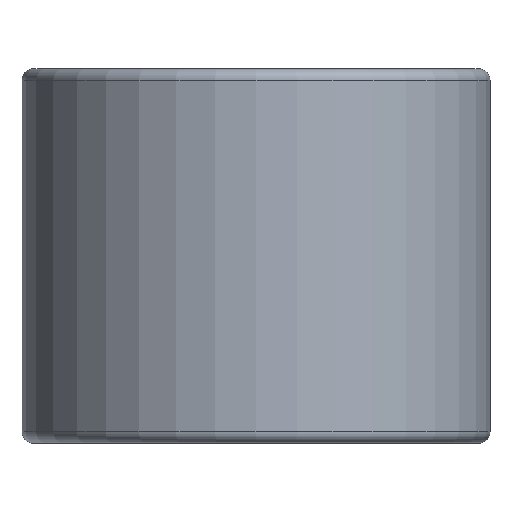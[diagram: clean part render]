
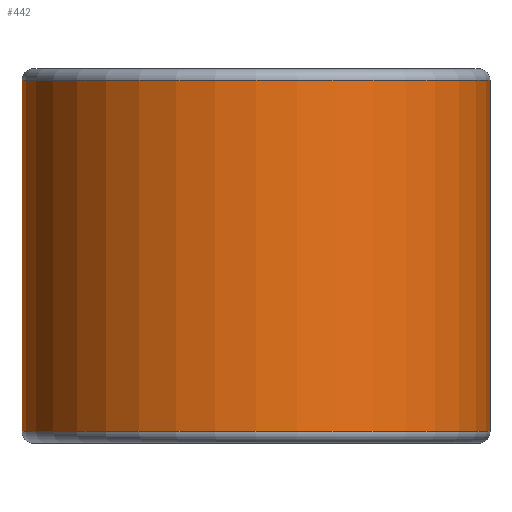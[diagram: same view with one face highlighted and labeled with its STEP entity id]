
A CAD part, front view. The second image highlights one B-rep face of the part: STEP entity #442.
In plain terms, the highlighted cylindrical face has radius 31.75 mm (diameter 63.5 mm), a full revolution.
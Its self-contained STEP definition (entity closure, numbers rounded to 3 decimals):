
#33=CYLINDRICAL_SURFACE('',#493,31.75);
#60=FACE_OUTER_BOUND('',#88,.T.);
#88=EDGE_LOOP('',(#384,#385,#386,#387));
#110=CIRCLE('',#492,31.75);
#111=CIRCLE('',#494,31.75);
#162=LINE('',#6272,#174);
#174=VECTOR('',#580,31.75);
#211=VERTEX_POINT('',#6267);
#212=VERTEX_POINT('',#6271);
#270=EDGE_CURVE('',#211,#211,#110,.T.);
#271=EDGE_CURVE('',#211,#212,#162,.T.);
#272=EDGE_CURVE('',#212,#212,#111,.T.);
#384=ORIENTED_EDGE('',*,*,#270,.F.);
#385=ORIENTED_EDGE('',*,*,#271,.T.);
#386=ORIENTED_EDGE('',*,*,#272,.F.);
#387=ORIENTED_EDGE('',*,*,#271,.F.);
#442=ADVANCED_FACE('',(#60),#33,.T.);
#492=AXIS2_PLACEMENT_3D('',#6269,#576,#577);
#493=AXIS2_PLACEMENT_3D('',#6270,#578,#579);
#494=AXIS2_PLACEMENT_3D('',#6273,#581,#582);
#576=DIRECTION('center_axis',(0.,0.,1.));
#577=DIRECTION('ref_axis',(1.,0.,0.));
#578=DIRECTION('center_axis',(0.,0.,1.));
#579=DIRECTION('ref_axis',(1.,0.,0.));
#580=DIRECTION('',(0.,0.,-1.));
#581=DIRECTION('center_axis',(0.,0.,-1.));
#582=DIRECTION('ref_axis',(1.,0.,0.));
#6267=CARTESIAN_POINT('',(-31.75,0.,49.213));
#6269=CARTESIAN_POINT('Origin',(0.,0.,49.213));
#6270=CARTESIAN_POINT('Origin',(0.,0.,0.));
#6271=CARTESIAN_POINT('',(-31.75,0.,1.588));
#6272=CARTESIAN_POINT('',(-31.75,0.,0.));
#6273=CARTESIAN_POINT('Origin',(0.,0.,1.588));
